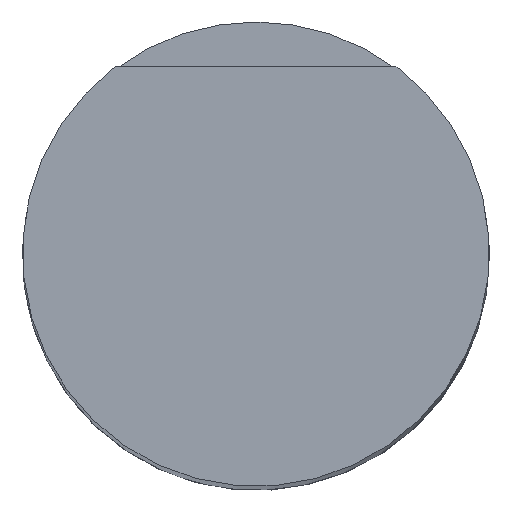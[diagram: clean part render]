
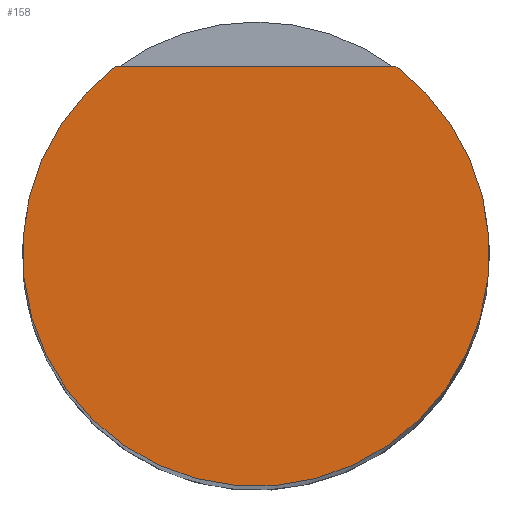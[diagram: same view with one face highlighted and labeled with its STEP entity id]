
A CAD part, top view. The second image highlights one B-rep face of the part: STEP entity #158.
In plain terms, the highlighted planar face has unit normal (0, 0, 1).
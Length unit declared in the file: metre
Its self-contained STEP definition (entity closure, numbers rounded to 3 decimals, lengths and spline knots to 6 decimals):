
#17=PLANE('',#185);
#31=LINE('',#2445,#36);
#36=VECTOR('',#206,1.);
#41=CIRCLE('',#177,0.0025);
#82=ORIENTED_EDGE('',*,*,#103,.F.);
#83=ORIENTED_EDGE('',*,*,#92,.T.);
#92=EDGE_CURVE('',#114,#113,#41,.T.);
#103=EDGE_CURVE('',#114,#113,#31,.T.);
#113=VERTEX_POINT('',#1004);
#114=VERTEX_POINT('',#1006);
#134=EDGE_LOOP('',(#82,#83));
#146=FACE_BOUND('',#134,.T.);
#158=ADVANCED_FACE('',(#146),#17,.T.);
#177=AXIS2_PLACEMENT_3D('',#1005,#198,#199);
#185=AXIS2_PLACEMENT_3D('',#2471,#218,#219);
#198=DIRECTION('',(0.,0.,1.));
#199=DIRECTION('',(0.,1.,0.));
#206=DIRECTION('',(1.,0.,0.));
#218=DIRECTION('',(0.,0.,1.));
#219=DIRECTION('',(-1.,0.,0.));
#1004=CARTESIAN_POINT('',(0.0015,0.002,0.045));
#1005=CARTESIAN_POINT('',(0.,0.,0.045));
#1006=CARTESIAN_POINT('',(-0.0015,0.002,0.045));
#2445=CARTESIAN_POINT('',(0.,0.002,0.045));
#2471=CARTESIAN_POINT('',(0.,0.,0.045));
